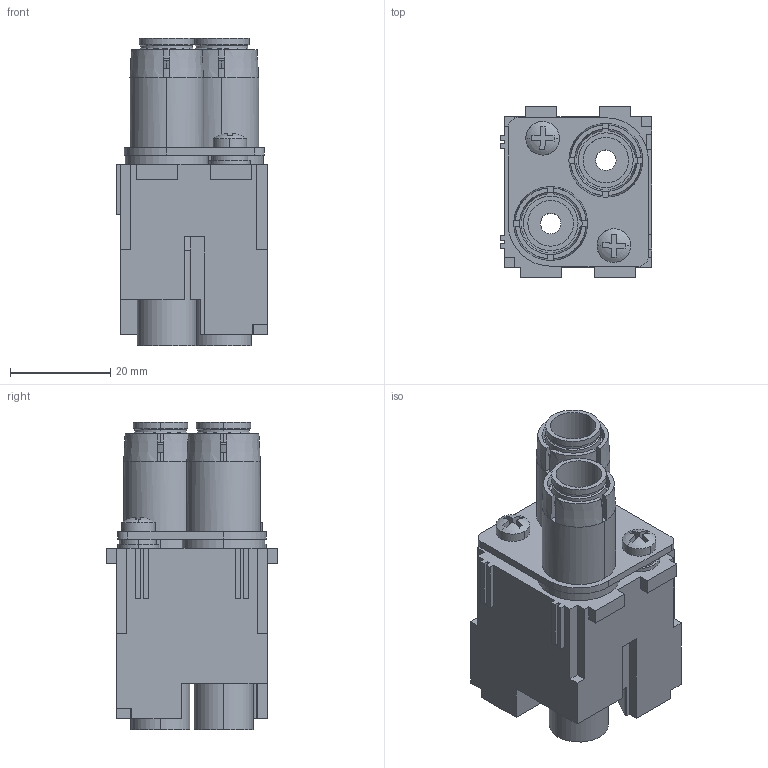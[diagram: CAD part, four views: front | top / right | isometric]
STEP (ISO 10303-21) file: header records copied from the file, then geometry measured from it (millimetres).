
FILE_DESCRIPTION(('Creo Elements/Direct Modeling STEP Export'),'2;1');
FILE_NAME('0ln7uvk5386r8gi3484','2020-06-16T13:45:04',(''),(''),'Creo Elements/Direct Modeling STEP processor for AP214 (Solid Model)','Creo Elements/Direct Modeling 20.1B 02-Apr-2019 (C) Parametric Technology GmbH','');
FILE_SCHEMA(('AUTOMOTIVE_DESIGN { 1 0 10303 214 1 1 1 1 }'));
Length unit declared in the file: millimetre
Products named in the file (2): CX 02 4HM
Assembly tree (1 placements, depth 2):
  CX 02 4HM
    CX 02 4HM
Bounding box: 30.3 x 34 x 61.3 mm (x, y, z)
Volume: 28393.6 mm3; surface area: 15400.2 mm2
Topology: 1 solids, 1 shells, 308 faces, 901 edges, 605 vertices
Faces by surface type: plane 174, cylinder 102, cone 28, torus 4
Entity records: 13069 total; most frequent: CARTESIAN_POINT 2905, ORIENTED_EDGE 1802, DIRECTION 1445, EDGE_CURVE 901, VERTEX_POINT 605, VECTOR 531, LINE 531, AXIS2_PLACEMENT_3D 457
